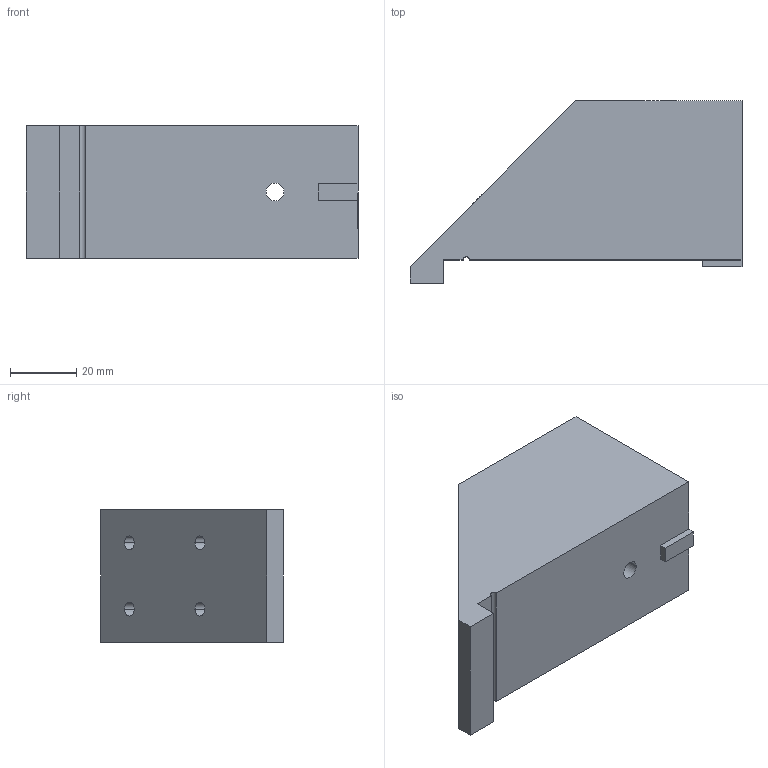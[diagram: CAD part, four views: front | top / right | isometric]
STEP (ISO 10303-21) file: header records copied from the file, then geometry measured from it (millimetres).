
FILE_DESCRIPTION (( 'STEP AP203' ), '1' );
FILE_NAME ('ETY-DR-0013_Default_sldprt.STEP', '2021-04-17T06:21:43', ( '' ), ( '' ), 'SwSTEP 2.0', 'SolidWorks 2013', '' );
FILE_SCHEMA (( 'CONFIG_CONTROL_DESIGN' ));
Length unit declared in the file: millimetre
Products named in the file (1): ETY-DR-0013_Default_sldprt
Bounding box: 100 x 55 x 40 mm (x, y, z)
Volume: 141015.5 mm3; surface area: 20679.6 mm2
Topology: 1 solids, 1 shells, 36 faces, 91 edges, 54 vertices
Faces by surface type: plane 15, cylinder 13, cone 8
Entity records: 1102 total; most frequent: DIRECTION 183, CARTESIAN_POINT 174, ORIENTED_EDGE 166, EDGE_CURVE 83, AXIS2_PLACEMENT_3D 63, VECTOR 57, LINE 57, VERTEX_POINT 54
